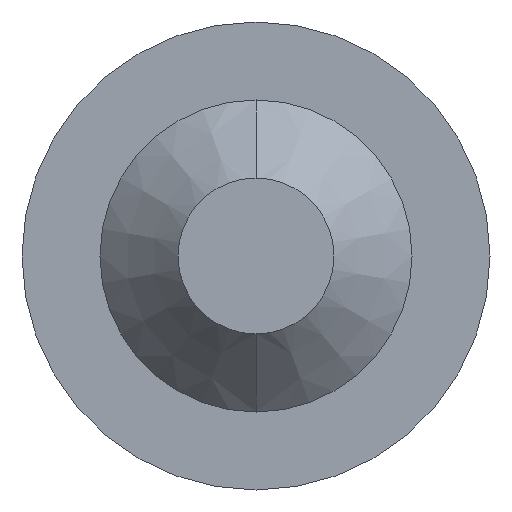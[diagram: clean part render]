
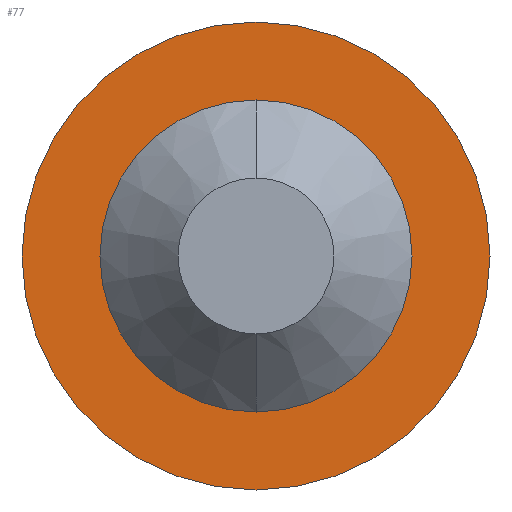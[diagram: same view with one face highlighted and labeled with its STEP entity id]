
A CAD part, front view. The second image highlights one B-rep face of the part: STEP entity #77.
In plain terms, the highlighted planar face has unit normal (0, -1, 0).
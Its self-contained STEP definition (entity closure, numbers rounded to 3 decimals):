
#7 = DIRECTION ( 'NONE',  ( 0., -1., 0. ) ) ;
#11 = DIRECTION ( 'NONE',  ( 0., 1., 0. ) ) ;
#28 = CARTESIAN_POINT ( 'NONE',  ( 0., 0., 0. ) ) ;
#30 = DIRECTION ( 'NONE',  ( 0., 0., -1. ) ) ;
#45 = EDGE_LOOP ( 'NONE', ( #343, #366 ) ) ;
#47 = VERTEX_POINT ( 'NONE', #514 ) ;
#50 = CARTESIAN_POINT ( 'NONE',  ( 0., 0., 0. ) ) ;
#55 = AXIS2_PLACEMENT_3D ( 'NONE', #28, #271, #222 ) ;
#77 = ADVANCED_FACE ( 'Defeature ausgef�hrt1_5', ( #334, #139 ), #507, .T. ) ;
#93 = EDGE_CURVE ( 'Defeature ausgef�hrt1_5+Defeature ausgef�hrt1_3+Defeature ausgef�hrt1_3+Defeature ausgef�hrt1_3', #515, #123, #424, .T. ) ;
#98 = CIRCLE ( 'NONE', #346, 1.5 ) ;
#101 = EDGE_LOOP ( 'NONE', ( #148, #374 ) ) ;
#117 = EDGE_CURVE ( 'Defeature ausgef�hrt1_5+Defeature ausgef�hrt1_0+Defeature ausgef�hrt1_0+Defeature ausgef�hrt1_0', #369, #47, #211, .T. ) ;
#123 = VERTEX_POINT ( 'NONE', #466 ) ;
#136 = CARTESIAN_POINT ( 'NONE',  ( 0., 0., 0. ) ) ;
#137 = AXIS2_PLACEMENT_3D ( 'NONE', #290, #427, #293 ) ;
#139 = FACE_OUTER_BOUND ( 'NONE', #101, .T. ) ;
#148 = ORIENTED_EDGE ( 'NONE', *, *, #93, .T. ) ;
#151 = CARTESIAN_POINT ( 'NONE',  ( 0., 0., 1. ) ) ;
#161 = AXIS2_PLACEMENT_3D ( 'NONE', #384, #11, #508 ) ;
#211 = CIRCLE ( 'NONE', #161, 1. ) ;
#222 = DIRECTION ( 'NONE',  ( 0., 0., 1. ) ) ;
#242 = CIRCLE ( 'NONE', #55, 1. ) ;
#271 = DIRECTION ( 'NONE',  ( 0., 1., 0. ) ) ;
#290 = CARTESIAN_POINT ( 'NONE',  ( 0., 0., 0. ) ) ;
#293 = DIRECTION ( 'NONE',  ( 0., 0., -1. ) ) ;
#317 = EDGE_CURVE ( 'Defeature ausgef�hrt1_5+Defeature ausgef�hrt1_0+Defeature ausgef�hrt1_0+Defeature ausgef�hrt1_0', #47, #369, #242, .T. ) ;
#330 = EDGE_CURVE ( 'Defeature ausgef�hrt1_5+Defeature ausgef�hrt1_3+Defeature ausgef�hrt1_3+Defeature ausgef�hrt1_3', #123, #515, #98, .T. ) ;
#334 = FACE_BOUND ( 'NONE', #45, .T. ) ;
#343 = ORIENTED_EDGE ( 'NONE', *, *, #117, .T. ) ;
#346 = AXIS2_PLACEMENT_3D ( 'NONE', #50, #476, #30 ) ;
#353 = CARTESIAN_POINT ( 'NONE',  ( 0., 0., -1.5 ) ) ;
#366 = ORIENTED_EDGE ( 'NONE', *, *, #317, .T. ) ;
#368 = AXIS2_PLACEMENT_3D ( 'NONE', #136, #7, #468 ) ;
#369 = VERTEX_POINT ( 'NONE', #151 ) ;
#374 = ORIENTED_EDGE ( 'NONE', *, *, #330, .T. ) ;
#384 = CARTESIAN_POINT ( 'NONE',  ( 0., 0., 0. ) ) ;
#424 = CIRCLE ( 'NONE', #137, 1.5 ) ;
#427 = DIRECTION ( 'NONE',  ( 0., -1., 0. ) ) ;
#466 = CARTESIAN_POINT ( 'NONE',  ( 0., 0., 1.5 ) ) ;
#468 = DIRECTION ( 'NONE',  ( 0., 0., -1. ) ) ;
#476 = DIRECTION ( 'NONE',  ( 0., -1., 0. ) ) ;
#507 = PLANE ( 'NONE',  #368 ) ;
#508 = DIRECTION ( 'NONE',  ( 0., 0., 1. ) ) ;
#514 = CARTESIAN_POINT ( 'NONE',  ( 0., 0., -1. ) ) ;
#515 = VERTEX_POINT ( 'NONE', #353 ) ;
